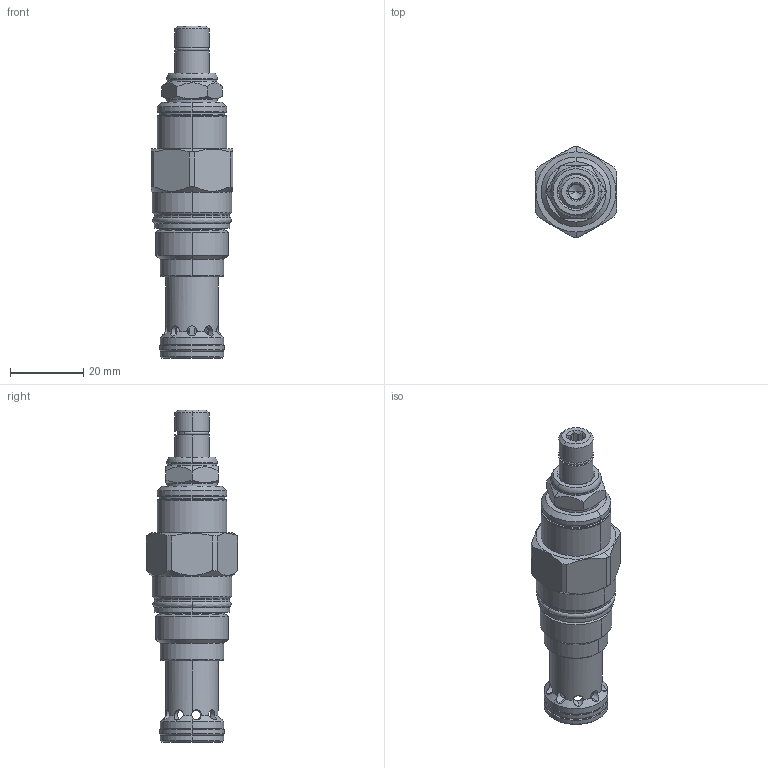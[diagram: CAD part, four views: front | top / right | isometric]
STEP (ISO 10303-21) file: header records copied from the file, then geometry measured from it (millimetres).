
FILE_DESCRIPTION((''),'2;1');
FILE_NAME('RPES-LAN_PRT','2015-05-27T',('Administrator'),(''),'PRO/ENGINEER BY PARAMETRIC TECHNOLOGY CORPORATION, 2006240','PRO/ENGINEER BY PARAMETRIC TECHNOLOGY CORPORATION, 2006240','');
FILE_SCHEMA(('CONFIG_CONTROL_DESIGN'));
Length unit declared in the file: inch
Products named in the file (1): RPES-LAN_PRT
Bounding box: 22.23 x 24.84 x 90.5 mm (x, y, z)
Volume: 19641.5 mm3; surface area: 7626.1 mm2
Topology: 2 solids, 2 shells, 211 faces, 555 edges, 345 vertices
Faces by surface type: cylinder 77, plane 61, cone 38, torus 29, revolution 4, sphere 2
Entity records: 8663 total; most frequent: CARTESIAN_POINT 3426, ORIENTED_EDGE 1106, DIRECTION 1102, EDGE_CURVE 553, AXIS2_PLACEMENT_3D 460, VERTEX_POINT 345, CIRCLE 253, EDGE_LOOP 230
